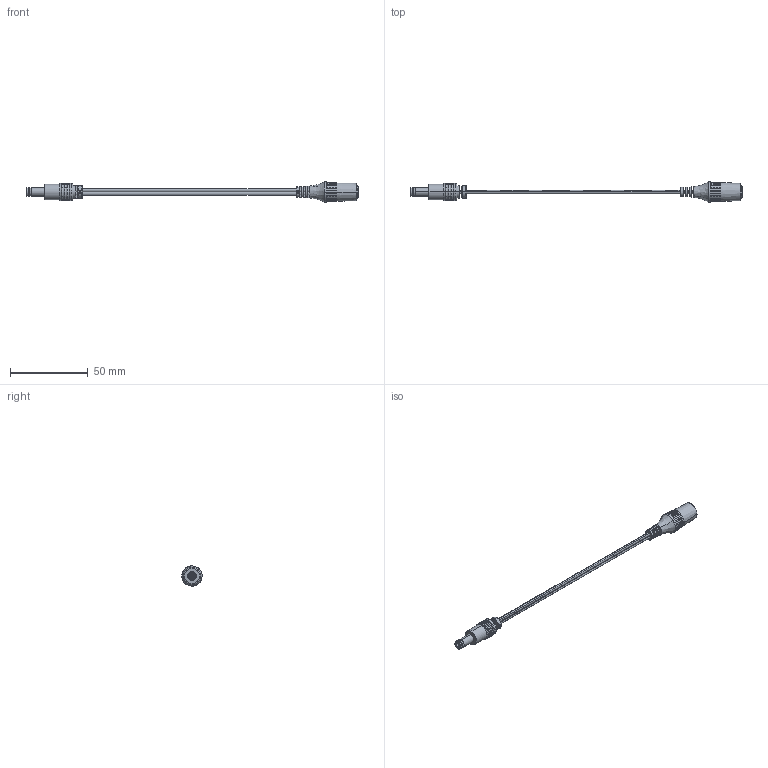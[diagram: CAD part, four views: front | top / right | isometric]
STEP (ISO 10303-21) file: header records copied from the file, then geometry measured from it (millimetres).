
FILE_DESCRIPTION (( 'STEP AP203' ), '1' );
FILE_NAME ('10-01750.STEP', '2023-07-20T23:21:46', ( '' ), ( '' ), 'SwSTEP 2.0', 'SolidWorks 2021', '' );
FILE_SCHEMA (( 'CONFIG_CONTROL_DESIGN' ));
Length unit declared in the file: millimetre
Products named in the file (13): 50-00027; 50-00026 insulator; 50-00027 shell; 24-00016; 50-00027 pin; 50-00027 contact; 24-00054; 30-00007_blunt cut; 50-00026 contact; 50-00027 insulator; 10-01750; 50-00026 shell; 50-00026
Assembly tree (12 placements, depth 3):
  10-01750
    30-00007_blunt cut
    24-00054
    24-00016
    50-00026
      50-00026 shell
      50-00026 contact
      50-00026 insulator
    50-00027
      50-00027 shell
      50-00027 insulator
      50-00027 pin
      50-00027 contact
Bounding box: 213.3 x 13 x 12.98 mm (x, y, z)
Volume: 6242.1 mm3; surface area: 20152.5 mm2
Topology: 99 solids, 99 shells, 1148 faces, 2621 edges, 1682 vertices
Faces by surface type: cylinder 464, plane 378, bspline 173, torus 78, cone 55
Entity records: 41971 total; most frequent: CARTESIAN_POINT 15205, ORIENTED_EDGE 5238, DIRECTION 5128, EDGE_CURVE 2619, AXIS2_PLACEMENT_3D 2134, VERTEX_POINT 1682, EDGE_LOOP 1357, ADVANCED_FACE 1148
